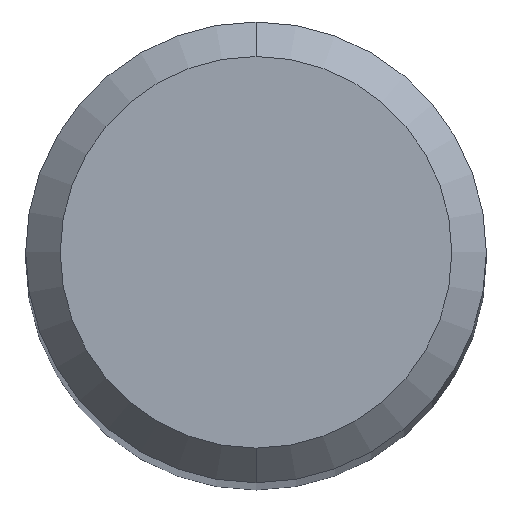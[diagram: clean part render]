
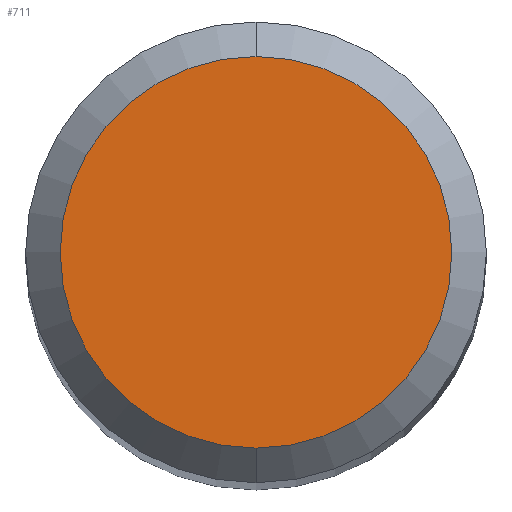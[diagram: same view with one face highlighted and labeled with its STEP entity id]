
A CAD part, top view. The second image highlights one B-rep face of the part: STEP entity #711.
In plain terms, the highlighted planar face has unit normal (0, 0, 1).
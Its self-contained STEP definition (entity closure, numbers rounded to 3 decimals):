
#577=EDGE_CURVE('',#829,#579,#1261,.T.);
#579=VERTEX_POINT('',#1263);
#603=EDGE_CURVE('',#579,#829,#1289,.T.);
#711=ADVANCED_FACE('',(#1412),#1413,.T.);
#829=VERTEX_POINT('',#1538);
#1261=CIRCLE('',#2711,1.7);
#1263=CARTESIAN_POINT('',(0.0,1.7,0.0));
#1289=CIRCLE('',#2826,1.7);
#1412=FACE_OUTER_BOUND('',#3518,.T.);
#1413=PLANE('',#3519);
#1538=CARTESIAN_POINT('',(0.,-1.7,0.0));
#2711=AXIS2_PLACEMENT_3D('',#5038,#5039,#5040);
#2826=AXIS2_PLACEMENT_3D('',#5069,#5070,#5071);
#3518=EDGE_LOOP('',(#5265,#5266));
#3519=AXIS2_PLACEMENT_3D('',#5267,#5268,#5269);
#5038=CARTESIAN_POINT('',(0.0,0.0,0.0));
#5039=DIRECTION('',(0.0,0.0,-1.0));
#5040=DIRECTION('',(0.0,1.0,0.0));
#5069=CARTESIAN_POINT('',(0.0,0.0,0.0));
#5070=DIRECTION('',(0.0,0.0,-1.0));
#5071=DIRECTION('',(0.0,1.0,0.0));
#5265=ORIENTED_EDGE('',*,*,#603,.F.);
#5266=ORIENTED_EDGE('',*,*,#577,.F.);
#5267=CARTESIAN_POINT('',(0.0,0.85,0.0));
#5268=DIRECTION('',(-0.0,0.0,1.0));
#5269=DIRECTION('',(0.0,-1.0,0.0));
